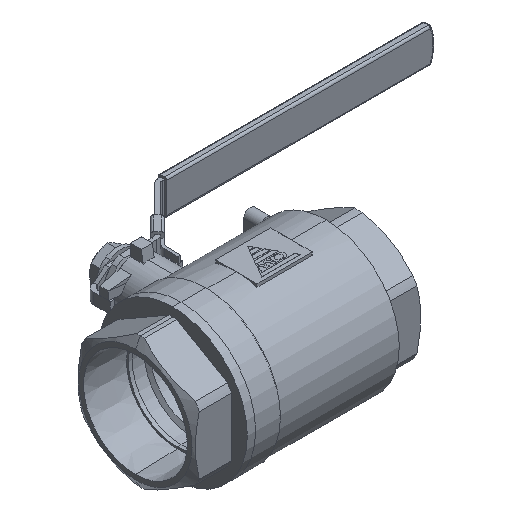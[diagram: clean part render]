
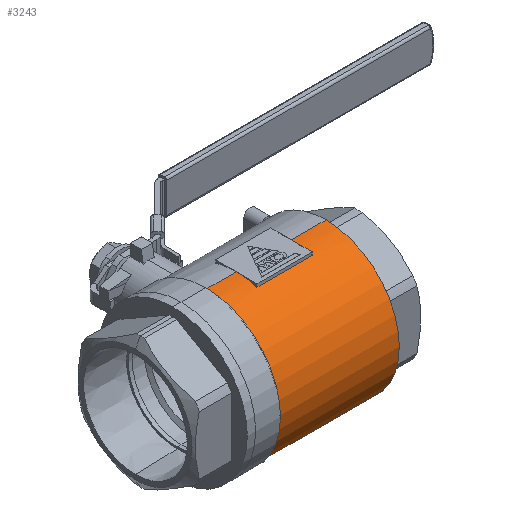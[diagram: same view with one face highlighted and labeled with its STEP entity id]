
A CAD part, isometric view. The second image highlights one B-rep face of the part: STEP entity #3243.
In plain terms, the highlighted cylindrical face has radius 53 mm (diameter 106 mm), a partial arc.
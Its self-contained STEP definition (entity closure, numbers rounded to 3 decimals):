
#94 = EDGE_CURVE ( 'NONE', #2930, #2932, #3818, .T. ) ;
#98 = EDGE_CURVE ( 'NONE', #2928, #2936, #3814, .T. ) ;
#105 = EDGE_CURVE ( 'NONE', #2931, #2941, #3835, .T. ) ;
#109 = EDGE_CURVE ( 'NONE', #2919, #2945, #3841, .T. ) ;
#278 = EDGE_CURVE ( 'NONE', #2930, #2919, #4137, .T. ) ;
#279 = EDGE_CURVE ( 'NONE', #2945, #1706, #4141, .T. ) ;
#280 = EDGE_CURVE ( 'NONE', #1709, #1706, #4142, .T. ) ;
#281 = EDGE_CURVE ( 'NONE', #2931, #1709, #4143, .T. ) ;
#282 = EDGE_CURVE ( 'NONE', #2941, #2936, #4145, .T. ) ;
#283 = EDGE_CURVE ( 'NONE', #1713, #2928, #4146, .T. ) ;
#284 = EDGE_CURVE ( 'NONE', #1712, #1713, #4139, .T. ) ;
#285 = EDGE_CURVE ( 'NONE', #1712, #2932, #4147, .T. ) ;
#837 = ORIENTED_EDGE ( 'NONE', *, *, #94, .F. ) ;
#839 = ORIENTED_EDGE ( 'NONE', *, *, #278, .T. ) ;
#841 = ORIENTED_EDGE ( 'NONE', *, *, #109, .T. ) ;
#843 = ORIENTED_EDGE ( 'NONE', *, *, #279, .T. ) ;
#844 = ORIENTED_EDGE ( 'NONE', *, *, #280, .F. ) ;
#846 = ORIENTED_EDGE ( 'NONE', *, *, #281, .F. ) ;
#848 = ORIENTED_EDGE ( 'NONE', *, *, #105, .T. ) ;
#850 = ORIENTED_EDGE ( 'NONE', *, *, #282, .T. ) ;
#852 = ORIENTED_EDGE ( 'NONE', *, *, #98, .F. ) ;
#853 = ORIENTED_EDGE ( 'NONE', *, *, #283, .F. ) ;
#855 = ORIENTED_EDGE ( 'NONE', *, *, #284, .F. ) ;
#857 = ORIENTED_EDGE ( 'NONE', *, *, #285, .T. ) ;
#1706 = VERTEX_POINT ( 'NONE', #7220 ) ;
#1709 = VERTEX_POINT ( 'NONE', #7223 ) ;
#1712 = VERTEX_POINT ( 'NONE', #7226 ) ;
#1713 = VERTEX_POINT ( 'NONE', #7227 ) ;
#2656 = EDGE_LOOP ( 'NONE', ( #837, #839, #841, #843, #844, #846, #848, #850, #852, #853, #855, #857 ) ) ;
#2919 = VERTEX_POINT ( 'NONE', #7713 ) ;
#2928 = VERTEX_POINT ( 'NONE', #7722 ) ;
#2930 = VERTEX_POINT ( 'NONE', #7724 ) ;
#2931 = VERTEX_POINT ( 'NONE', #7725 ) ;
#2932 = VERTEX_POINT ( 'NONE', #7726 ) ;
#2936 = VERTEX_POINT ( 'NONE', #7730 ) ;
#2941 = VERTEX_POINT ( 'NONE', #7735 ) ;
#2945 = VERTEX_POINT ( 'NONE', #7739 ) ;
#3243 = ADVANCED_FACE ( 'NONE', ( #8499 ), #8504, .T. ) ;
#3725 = AXIS2_PLACEMENT_3D ( 'NONE', #12437, #12438, #12439 ) ;
#3726 = AXIS2_PLACEMENT_3D ( 'NONE', #12440, #12441, #12442 ) ;
#3727 = AXIS2_PLACEMENT_3D ( 'NONE', #12444, #12445, #12446 ) ;
#3728 = AXIS2_PLACEMENT_3D ( 'NONE', #12448, #12449, #12450 ) ;
#3729 = AXIS2_PLACEMENT_3D ( 'NONE', #12452, #12453, #12454 ) ;
#3730 = AXIS2_PLACEMENT_3D ( 'NONE', #12458, #12459, #12460 ) ;
#3814 = LINE ( 'NONE', #12023, #3828 ) ;
#3818 = LINE ( 'NONE', #12013, #3822 ) ;
#3822 = VECTOR ( 'NONE', #11957, 1000. ) ;
#3828 = VECTOR ( 'NONE', #12017, 1000. ) ;
#3835 = LINE ( 'NONE', #12038, #3837 ) ;
#3837 = VECTOR ( 'NONE', #12039, 1000. ) ;
#3841 = LINE ( 'NONE', #12047, #3843 ) ;
#3843 = VECTOR ( 'NONE', #12048, 1000. ) ;
#4137 = CIRCLE ( 'NONE', #3725, 53. ) ;
#4139 = LINE ( 'NONE', #12451, #4149 ) ;
#4141 = CIRCLE ( 'NONE', #3726, 53. ) ;
#4142 = LINE ( 'NONE', #12435, #4144 ) ;
#4143 = CIRCLE ( 'NONE', #3727, 53. ) ;
#4144 = VECTOR ( 'NONE', #12436, 1000. ) ;
#4145 = CIRCLE ( 'NONE', #3728, 53. ) ;
#4146 = CIRCLE ( 'NONE', #3729, 53. ) ;
#4147 = CIRCLE ( 'NONE', #3730, 53. ) ;
#4149 = VECTOR ( 'NONE', #12447, 1000. ) ;
#7220 = CARTESIAN_POINT ( 'NONE',  ( -9.5, -15., -50.833 ) ) ;
#7223 = CARTESIAN_POINT ( 'NONE',  ( 30.5, -15., -50.833 ) ) ;
#7226 = CARTESIAN_POINT ( 'NONE',  ( -9.5, -15., 50.833 ) ) ;
#7227 = CARTESIAN_POINT ( 'NONE',  ( 30.5, -15., 50.833 ) ) ;
#7713 = CARTESIAN_POINT ( 'NONE',  ( -31.5, 0., -53. ) ) ;
#7722 = CARTESIAN_POINT ( 'NONE',  ( 30.5, 0., 53. ) ) ;
#7724 = CARTESIAN_POINT ( 'NONE',  ( -31.5, 0., 53. ) ) ;
#7725 = CARTESIAN_POINT ( 'NONE',  ( 30.5, 0., -53. ) ) ;
#7726 = CARTESIAN_POINT ( 'NONE',  ( -9.5, 0., 53. ) ) ;
#7730 = CARTESIAN_POINT ( 'NONE',  ( 55.5, 0., 53. ) ) ;
#7735 = CARTESIAN_POINT ( 'NONE',  ( 55.5, 0., -53. ) ) ;
#7739 = CARTESIAN_POINT ( 'NONE',  ( -9.5, 0., -53. ) ) ;
#8499 = FACE_OUTER_BOUND ( 'NONE', #2656, .T. ) ;
#8504 = CYLINDRICAL_SURFACE ( 'NONE', #10399, 53. ) ;
#9582 = DIRECTION ( 'NONE',  ( 0., 0., -1. ) ) ;
#9585 = DIRECTION ( 'NONE',  ( 1., 0., 0. ) ) ;
#9586 = CARTESIAN_POINT ( 'NONE',  ( 0., 0., 0. ) ) ;
#10399 = AXIS2_PLACEMENT_3D ( 'NONE', #9586, #9585, #9582 ) ;
#11957 = DIRECTION ( 'NONE',  ( 1., 0., 0. ) ) ;
#12013 = CARTESIAN_POINT ( 'NONE',  ( 0., 0., 53. ) ) ;
#12017 = DIRECTION ( 'NONE',  ( 1., 0., 0. ) ) ;
#12023 = CARTESIAN_POINT ( 'NONE',  ( 0., 0., 53. ) ) ;
#12038 = CARTESIAN_POINT ( 'NONE',  ( 0., 0., -53. ) ) ;
#12039 = DIRECTION ( 'NONE',  ( 1., 0., 0. ) ) ;
#12047 = CARTESIAN_POINT ( 'NONE',  ( 0., 0., -53. ) ) ;
#12048 = DIRECTION ( 'NONE',  ( 1., 0., 0. ) ) ;
#12435 = CARTESIAN_POINT ( 'NONE',  ( 0., -15., -50.833 ) ) ;
#12436 = DIRECTION ( 'NONE',  ( -1., 0., 0. ) ) ;
#12437 = CARTESIAN_POINT ( 'NONE',  ( -31.5, 0., 0. ) ) ;
#12438 = DIRECTION ( 'NONE',  ( 1., 0., 0. ) ) ;
#12439 = DIRECTION ( 'NONE',  ( 0., 0., -1. ) ) ;
#12440 = CARTESIAN_POINT ( 'NONE',  ( -9.5, 0., 0. ) ) ;
#12441 = DIRECTION ( 'NONE',  ( -1., 0., 0. ) ) ;
#12442 = DIRECTION ( 'NONE',  ( 0., 1., 0. ) ) ;
#12444 = CARTESIAN_POINT ( 'NONE',  ( 30.5, 0., 0. ) ) ;
#12445 = DIRECTION ( 'NONE',  ( -1., 0., 0. ) ) ;
#12446 = DIRECTION ( 'NONE',  ( 0., 0., -1. ) ) ;
#12447 = DIRECTION ( 'NONE',  ( 1., 0., 0. ) ) ;
#12448 = CARTESIAN_POINT ( 'NONE',  ( 55.5, 0., 0. ) ) ;
#12449 = DIRECTION ( 'NONE',  ( -1., 0., 0. ) ) ;
#12450 = DIRECTION ( 'NONE',  ( 0., 0., -1. ) ) ;
#12451 = CARTESIAN_POINT ( 'NONE',  ( 0., -15., 50.833 ) ) ;
#12452 = CARTESIAN_POINT ( 'NONE',  ( 30.5, 0., 0. ) ) ;
#12453 = DIRECTION ( 'NONE',  ( -1., 0., 0. ) ) ;
#12454 = DIRECTION ( 'NONE',  ( 0., 0., -1. ) ) ;
#12458 = CARTESIAN_POINT ( 'NONE',  ( -9.5, 0., 0. ) ) ;
#12459 = DIRECTION ( 'NONE',  ( -1., 0., 0. ) ) ;
#12460 = DIRECTION ( 'NONE',  ( 0., 1., 0. ) ) ;
